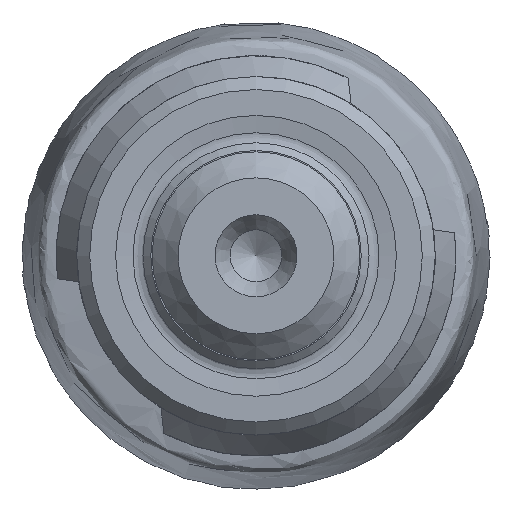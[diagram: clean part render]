
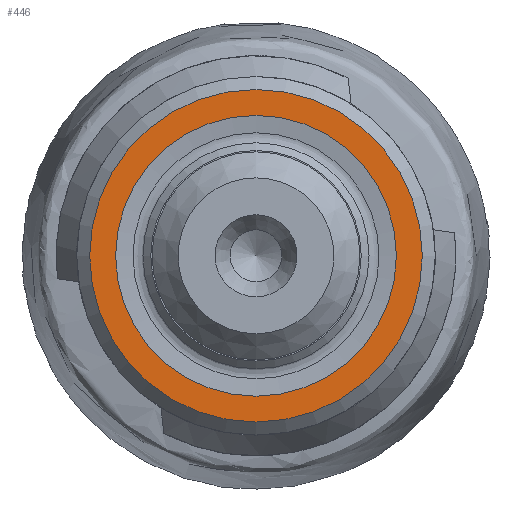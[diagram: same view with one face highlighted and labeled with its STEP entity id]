
A CAD part, left-side view. The second image highlights one B-rep face of the part: STEP entity #446.
In plain terms, the highlighted planar face has unit normal (-1, 0, 0).
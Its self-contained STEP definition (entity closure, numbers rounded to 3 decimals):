
#60 = CIRCLE ( 'NONE', #1167, 6.4 ) ;
#64 = ORIENTED_EDGE ( 'NONE', *, *, #291, .T. ) ;
#291 = EDGE_CURVE ( 'NONE', #2972, #2972, #60, .T. ) ;
#327 = CARTESIAN_POINT ( 'NONE',  ( 20., 0., 6.4 ) ) ;
#446 = ADVANCED_FACE ( 'NONE', ( #982, #1350 ), #2638, .F. ) ;
#539 = AXIS2_PLACEMENT_3D ( 'NONE', #2461, #830, #2738 ) ;
#631 = CARTESIAN_POINT ( 'NONE',  ( 20., 0., 0. ) ) ;
#707 = VERTEX_POINT ( 'NONE', #1425 ) ;
#830 = DIRECTION ( 'NONE',  ( -1., 0., 0. ) ) ;
#982 = FACE_BOUND ( 'NONE', #2278, .T. ) ;
#1167 = AXIS2_PLACEMENT_3D ( 'NONE', #631, #1234, #1470 ) ;
#1234 = DIRECTION ( 'NONE',  ( -1., 0., 0. ) ) ;
#1307 = DIRECTION ( 'NONE',  ( 0., 0., -1. ) ) ;
#1350 = FACE_OUTER_BOUND ( 'NONE', #2153, .T. ) ;
#1425 = CARTESIAN_POINT ( 'NONE',  ( 20., 0., 5.403 ) ) ;
#1470 = DIRECTION ( 'NONE',  ( 0., 0., 1. ) ) ;
#1586 = ORIENTED_EDGE ( 'NONE', *, *, #1783, .F. ) ;
#1616 = CIRCLE ( 'NONE', #539, 5.403 ) ;
#1783 = EDGE_CURVE ( 'NONE', #707, #707, #1616, .T. ) ;
#2153 = EDGE_LOOP ( 'NONE', ( #64 ) ) ;
#2278 = EDGE_LOOP ( 'NONE', ( #1586 ) ) ;
#2375 = DIRECTION ( 'NONE',  ( 1., 0., 0. ) ) ;
#2461 = CARTESIAN_POINT ( 'NONE',  ( 20., 0., 0. ) ) ;
#2638 = PLANE ( 'NONE',  #3354 ) ;
#2738 = DIRECTION ( 'NONE',  ( 0., 0., 1. ) ) ;
#2972 = VERTEX_POINT ( 'NONE', #327 ) ;
#3215 = CARTESIAN_POINT ( 'NONE',  ( 20., 5.403, 0. ) ) ;
#3354 = AXIS2_PLACEMENT_3D ( 'NONE', #3215, #2375, #1307 ) ;
